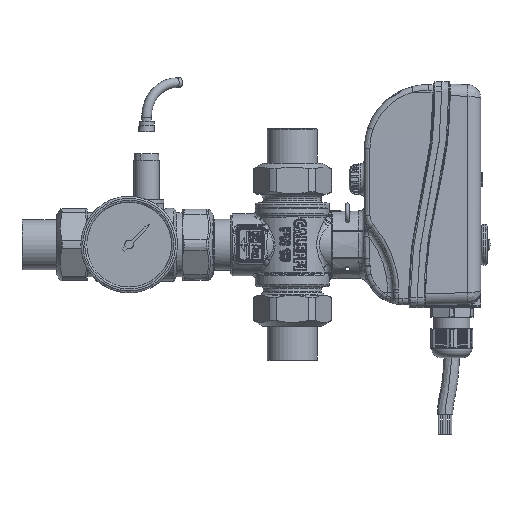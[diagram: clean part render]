
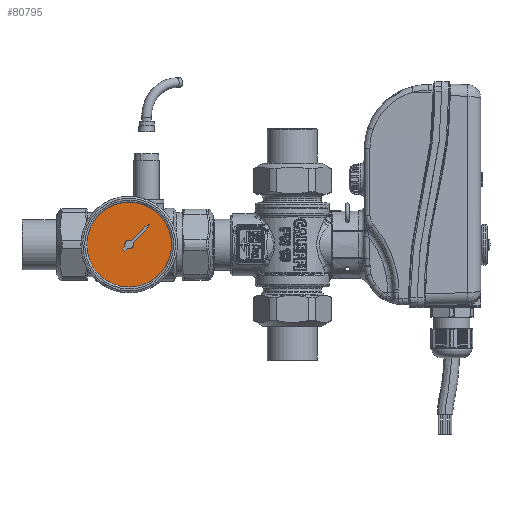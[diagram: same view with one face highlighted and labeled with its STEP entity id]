
A CAD part, top view. The second image highlights one B-rep face of the part: STEP entity #80795.
In plain terms, the highlighted planar face has unit normal (0, 0, 1).
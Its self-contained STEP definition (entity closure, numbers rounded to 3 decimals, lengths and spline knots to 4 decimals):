
#2009=FACE_BOUND('',#15268,.T.);
#8182=PLANE('',#85607);
#10299=FACE_OUTER_BOUND('',#15267,.T.);
#15267=EDGE_LOOP('',(#57142));
#15268=EDGE_LOOP('',(#57143,#57144,#57145,#57146,#57147,#57148,#57149,#57150,
#57151));
#21084=LINE('',#122403,#25410);
#21085=LINE('',#122405,#25411);
#21086=LINE('',#122407,#25412);
#21087=LINE('',#122411,#25413);
#21088=LINE('',#122413,#25414);
#21089=LINE('',#122415,#25415);
#21090=LINE('',#122418,#25416);
#25410=VECTOR('',#95315,0.0394);
#25411=VECTOR('',#95316,0.0394);
#25412=VECTOR('',#95317,0.0394);
#25413=VECTOR('',#95320,0.0394);
#25414=VECTOR('',#95321,0.0394);
#25415=VECTOR('',#95322,0.0394);
#25416=VECTOR('',#95325,0.0394);
#27906=CIRCLE('',#85606,0.8661);
#27907=CIRCLE('',#85608,0.0886);
#27908=CIRCLE('',#85609,0.0886);
#33192=VERTEX_POINT('',#122397);
#33193=VERTEX_POINT('',#122401);
#33194=VERTEX_POINT('',#122402);
#33195=VERTEX_POINT('',#122404);
#33196=VERTEX_POINT('',#122406);
#33197=VERTEX_POINT('',#122408);
#33198=VERTEX_POINT('',#122410);
#33199=VERTEX_POINT('',#122412);
#33200=VERTEX_POINT('',#122414);
#33201=VERTEX_POINT('',#122416);
#41836=EDGE_CURVE('',#33192,#33192,#27906,.T.);
#41838=EDGE_CURVE('',#33193,#33194,#21084,.T.);
#41839=EDGE_CURVE('',#33193,#33195,#21085,.T.);
#41840=EDGE_CURVE('',#33195,#33196,#21086,.T.);
#41841=EDGE_CURVE('',#33197,#33196,#27907,.T.);
#41842=EDGE_CURVE('',#33197,#33198,#21087,.T.);
#41843=EDGE_CURVE('',#33199,#33198,#21088,.T.);
#41844=EDGE_CURVE('',#33200,#33199,#21089,.T.);
#41845=EDGE_CURVE('',#33201,#33200,#27908,.T.);
#41846=EDGE_CURVE('',#33194,#33201,#21090,.T.);
#57142=ORIENTED_EDGE('',*,*,#41836,.T.);
#57143=ORIENTED_EDGE('',*,*,#41838,.F.);
#57144=ORIENTED_EDGE('',*,*,#41839,.T.);
#57145=ORIENTED_EDGE('',*,*,#41840,.T.);
#57146=ORIENTED_EDGE('',*,*,#41841,.F.);
#57147=ORIENTED_EDGE('',*,*,#41842,.T.);
#57148=ORIENTED_EDGE('',*,*,#41843,.F.);
#57149=ORIENTED_EDGE('',*,*,#41844,.F.);
#57150=ORIENTED_EDGE('',*,*,#41845,.F.);
#57151=ORIENTED_EDGE('',*,*,#41846,.F.);
#80795=ADVANCED_FACE('',(#10299,#2009),#8182,.T.);
#85606=AXIS2_PLACEMENT_3D('',#122398,#95310,#95311);
#85607=AXIS2_PLACEMENT_3D('',#122400,#95313,#95314);
#85608=AXIS2_PLACEMENT_3D('',#122409,#95318,#95319);
#85609=AXIS2_PLACEMENT_3D('',#122417,#95323,#95324);
#95310=DIRECTION('center_axis',(0.,0.,1.));
#95311=DIRECTION('ref_axis',(-1.,0.,0.));
#95313=DIRECTION('center_axis',(0.,0.,1.));
#95314=DIRECTION('ref_axis',(0.,-1.,0.));
#95315=DIRECTION('',(-0.866,-0.5,0.));
#95316=DIRECTION('',(-0.5,-0.866,0.));
#95317=DIRECTION('',(-0.707,-0.707,0.));
#95318=DIRECTION('center_axis',(0.,0.,1.));
#95319=DIRECTION('ref_axis',(-1.,0.,0.));
#95320=DIRECTION('',(-0.707,-0.707,0.));
#95321=DIRECTION('',(0.707,-0.707,0.));
#95322=DIRECTION('',(-0.707,-0.707,0.));
#95323=DIRECTION('center_axis',(0.,0.,1.));
#95324=DIRECTION('ref_axis',(-1.,0.,0.));
#95325=DIRECTION('',(-0.707,-0.707,0.));
#122397=CARTESIAN_POINT('',(-4.0869,-0.4153,1.2598));
#122398=CARTESIAN_POINT('Origin',(-3.3268,0.,
1.2598));
#122400=CARTESIAN_POINT('Origin',(-2.4606,0.,
1.2598));
#122401=CARTESIAN_POINT('',(-2.9092,0.4176,1.2598));
#122402=CARTESIAN_POINT('',(-3.008,0.3605,1.2598));
#122403=CARTESIAN_POINT('',(-2.9586,0.3891,1.2598));
#122404=CARTESIAN_POINT('',(-2.9662,0.3188,1.2598));
#122405=CARTESIAN_POINT('',(-2.9377,0.3682,1.2598));
#122406=CARTESIAN_POINT('',(-3.2468,0.0382,1.2598));
#122407=CARTESIAN_POINT('',(-3.1065,0.1785,1.2598));
#122408=CARTESIAN_POINT('',(-3.3649,-0.0799,1.2598));
#122409=CARTESIAN_POINT('Origin',(-3.3268,0.,
1.2598));
#122410=CARTESIAN_POINT('',(-3.4168,-0.1318,1.2598));
#122411=CARTESIAN_POINT('',(-3.3909,-0.1058,1.2598));
#122412=CARTESIAN_POINT('',(-3.4585,-0.09,1.2598));
#122413=CARTESIAN_POINT('',(-3.4376,-0.1109,1.2598));
#122414=CARTESIAN_POINT('',(-3.4067,-0.0382,1.2598));
#122415=CARTESIAN_POINT('',(-3.4326,-0.0641,1.2598));
#122416=CARTESIAN_POINT('',(-3.2886,0.0799,1.2598));
#122417=CARTESIAN_POINT('Origin',(-3.3268,0.,
1.2598));
#122418=CARTESIAN_POINT('',(-3.1483,0.2202,1.2598));
